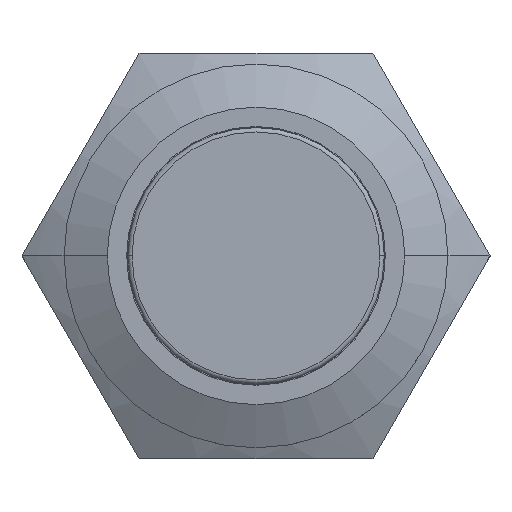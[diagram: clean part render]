
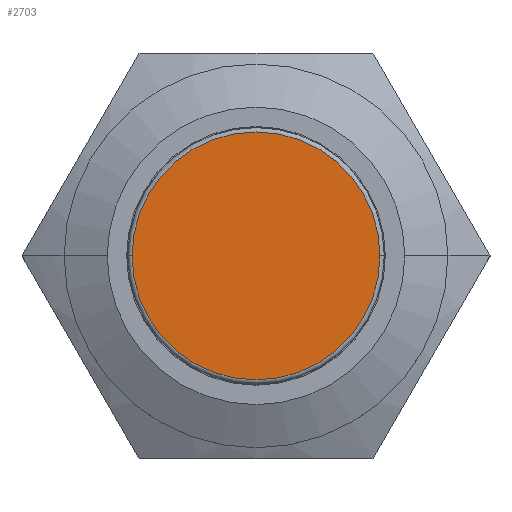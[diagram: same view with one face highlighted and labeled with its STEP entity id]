
A CAD part, top view. The second image highlights one B-rep face of the part: STEP entity #2703.
In plain terms, the highlighted planar face has unit normal (0, 0, 1).
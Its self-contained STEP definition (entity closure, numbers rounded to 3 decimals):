
#448 = AXIS2_PLACEMENT_3D ( 'NONE', #5741, #1300, #1263 ) ;
#730 = CARTESIAN_POINT ( 'NONE',  ( 0., 0., 1.6 ) ) ;
#838 = DIRECTION ( 'NONE',  ( 0., 0., 1. ) ) ;
#1263 = DIRECTION ( 'NONE',  ( 1., 0., 0. ) ) ;
#1300 = DIRECTION ( 'NONE',  ( 0., 0., 1. ) ) ;
#1311 = CIRCLE ( 'NONE', #448, 5.75 ) ;
#1877 = FACE_OUTER_BOUND ( 'NONE', #3734, .T. ) ;
#2677 = VERTEX_POINT ( 'NONE', #3503 ) ;
#2703 = ADVANCED_FACE ( 'NONE', ( #1877 ), #2929, .T. ) ;
#2929 = PLANE ( 'NONE',  #7167 ) ;
#3084 = EDGE_CURVE ( 'NONE', #2677, #3098, #6503, .T. ) ;
#3098 = VERTEX_POINT ( 'NONE', #4391 ) ;
#3153 = DIRECTION ( 'NONE',  ( 1., 0., 0. ) ) ;
#3496 = EDGE_CURVE ( 'NONE', #3098, #2677, #1311, .T. ) ;
#3503 = CARTESIAN_POINT ( 'NONE',  ( 5.75, 0., 1.6 ) ) ;
#3549 = ORIENTED_EDGE ( 'NONE', *, *, #3496, .T. ) ;
#3734 = EDGE_LOOP ( 'NONE', ( #5355, #3549 ) ) ;
#4391 = CARTESIAN_POINT ( 'NONE',  ( -5.75, 0., 1.6 ) ) ;
#5039 = AXIS2_PLACEMENT_3D ( 'NONE', #6017, #838, #3153 ) ;
#5355 = ORIENTED_EDGE ( 'NONE', *, *, #3084, .T. ) ;
#5741 = CARTESIAN_POINT ( 'NONE',  ( 0., 0., 1.6 ) ) ;
#5792 = DIRECTION ( 'NONE',  ( 0., 0., 1. ) ) ;
#6017 = CARTESIAN_POINT ( 'NONE',  ( 0., 0., 1.6 ) ) ;
#6503 = CIRCLE ( 'NONE', #5039, 5.75 ) ;
#6943 = DIRECTION ( 'NONE',  ( 1., 0., 0. ) ) ;
#7167 = AXIS2_PLACEMENT_3D ( 'NONE', #730, #5792, #6943 ) ;
